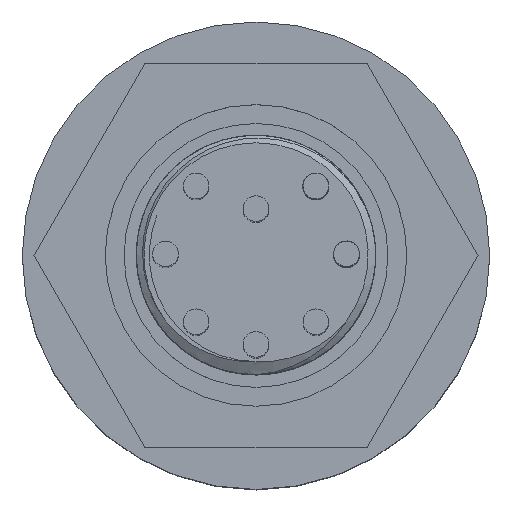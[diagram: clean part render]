
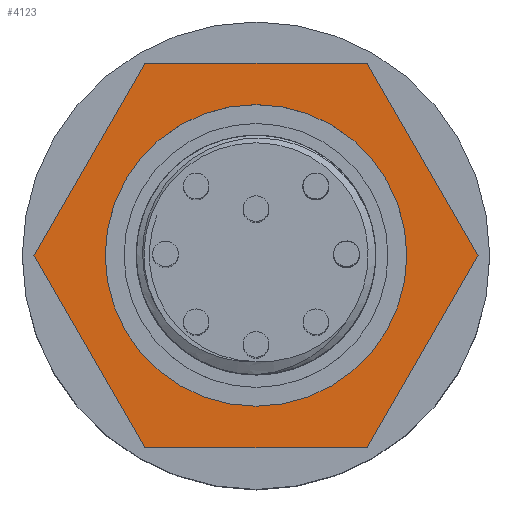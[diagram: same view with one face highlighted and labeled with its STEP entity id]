
A CAD part, top view. The second image highlights one B-rep face of the part: STEP entity #4123.
In plain terms, the highlighted planar face has unit normal (0, 0, 1).
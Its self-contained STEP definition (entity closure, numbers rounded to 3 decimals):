
#86=FACE_BOUND($,#1343,.T.);
#87=FACE_BOUND($,#1344,.T.);
#393=LINE($,#11017,#677);
#394=LINE($,#11019,#678);
#395=LINE($,#11021,#679);
#396=LINE($,#11023,#680);
#397=LINE($,#11025,#681);
#398=LINE($,#11026,#682);
#677=VECTOR($,#4939,14.722);
#678=VECTOR($,#4940,14.722);
#679=VECTOR($,#4941,14.722);
#680=VECTOR($,#4942,14.722);
#681=VECTOR($,#4943,14.722);
#682=VECTOR($,#4944,14.722);
#748=CIRCLE($,#4311,10.);
#867=PLANE($,#4313);
#1343=EDGE_LOOP($,(#3482));
#1344=EDGE_LOOP($,(#3483,#3484,#3485,#3486,#3487,#3488));
#1944=VERTEX_POINT($,#11011);
#1945=VERTEX_POINT($,#11015);
#1946=VERTEX_POINT($,#11016);
#1947=VERTEX_POINT($,#11018);
#1948=VERTEX_POINT($,#11020);
#1949=VERTEX_POINT($,#11022);
#1950=VERTEX_POINT($,#11024);
#2475=EDGE_CURVE($,#1944,#1944,#748,.T.);
#2476=EDGE_CURVE($,#1945,#1946,#393,.T.);
#2477=EDGE_CURVE($,#1947,#1945,#394,.T.);
#2478=EDGE_CURVE($,#1948,#1947,#395,.T.);
#2479=EDGE_CURVE($,#1949,#1948,#396,.T.);
#2480=EDGE_CURVE($,#1950,#1949,#397,.T.);
#2481=EDGE_CURVE($,#1946,#1950,#398,.T.);
#3482=ORIENTED_EDGE($,*,*,#2475,.T.);
#3483=ORIENTED_EDGE($,*,*,#2476,.F.);
#3484=ORIENTED_EDGE($,*,*,#2477,.F.);
#3485=ORIENTED_EDGE($,*,*,#2478,.F.);
#3486=ORIENTED_EDGE($,*,*,#2479,.F.);
#3487=ORIENTED_EDGE($,*,*,#2480,.F.);
#3488=ORIENTED_EDGE($,*,*,#2481,.F.);
#4123=ADVANCED_FACE($,(#86,#87),#867,.T.);
#4311=AXIS2_PLACEMENT_3D($,#11012,#4933,#4934);
#4313=AXIS2_PLACEMENT_3D($,#11014,#4937,#4938);
#4933=DIRECTION('center_axis',(0.,0.,
-1.));
#4934=DIRECTION('ref_axis',(-1.,0.,0.));
#4937=DIRECTION('center_axis',(0.,0.,
1.));
#4938=DIRECTION('ref_axis',(1.,0.,0.));
#4939=DIRECTION($,(1.,0.,0.));
#4940=DIRECTION($,(0.5,0.866,0.));
#4941=DIRECTION($,(-0.5,0.866,0.));
#4942=DIRECTION($,(-1.,0.,0.));
#4943=DIRECTION($,(-0.5,-0.866,0.));
#4944=DIRECTION($,(0.5,-0.866,0.));
#11011=CARTESIAN_POINT('',(10.,0.,31.5));
#11012=CARTESIAN_POINT('Origin',(0.,0.,
31.5));
#11014=CARTESIAN_POINT('Origin',(0.,0.,
31.5));
#11015=CARTESIAN_POINT('',(-7.361,12.75,31.5));
#11016=CARTESIAN_POINT('',(7.361,12.75,31.5));
#11017=CARTESIAN_POINT($,(-7.361,12.75,31.5));
#11018=CARTESIAN_POINT('',(-14.722,0.,31.5));
#11019=CARTESIAN_POINT($,(-14.722,0.,31.5));
#11020=CARTESIAN_POINT('',(-7.361,-12.75,31.5));
#11021=CARTESIAN_POINT($,(-7.361,-12.75,31.5));
#11022=CARTESIAN_POINT('',(7.361,-12.75,31.5));
#11023=CARTESIAN_POINT($,(7.361,-12.75,31.5));
#11024=CARTESIAN_POINT('',(14.722,0.,31.5));
#11025=CARTESIAN_POINT($,(14.722,0.,31.5));
#11026=CARTESIAN_POINT($,(7.361,12.75,31.5));
